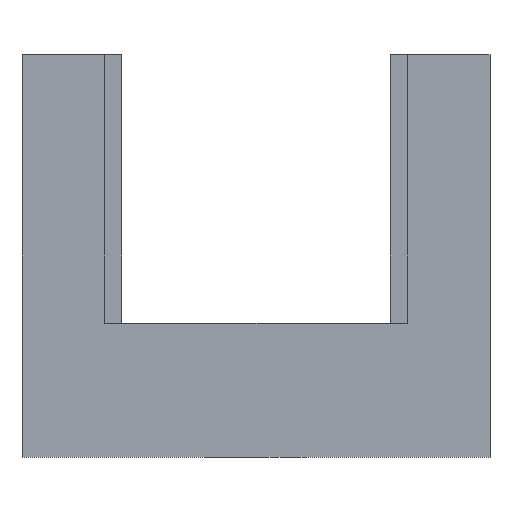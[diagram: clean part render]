
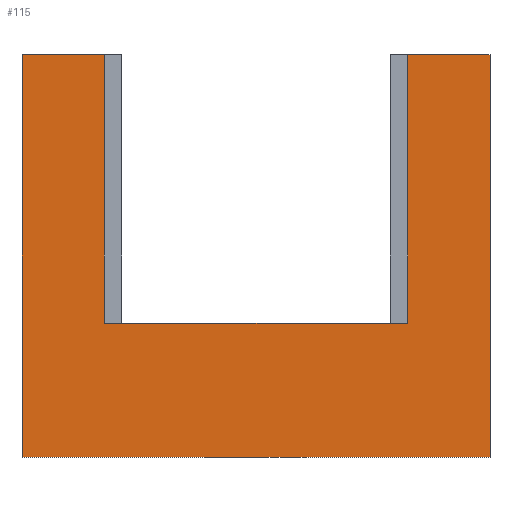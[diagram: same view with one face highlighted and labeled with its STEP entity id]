
A CAD part, front view. The second image highlights one B-rep face of the part: STEP entity #115.
In plain terms, the highlighted planar face has unit normal (0, -1, 0).
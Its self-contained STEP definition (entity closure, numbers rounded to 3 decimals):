
#24 = VERTEX_POINT('',#25);
#25 = CARTESIAN_POINT('',(-13.94,-7.7,0.));
#56 = VERTEX_POINT('',#57);
#57 = CARTESIAN_POINT('',(-13.94,-7.7,24.));
#63 = EDGE_CURVE('',#24,#56,#64,.T.);
#64 = LINE('',#65,#66);
#65 = CARTESIAN_POINT('',(-13.94,-7.7,0.));
#66 = VECTOR('',#67,1.);
#67 = DIRECTION('',(0.,0.,1.));
#78 = EDGE_CURVE('',#24,#79,#81,.T.);
#79 = VERTEX_POINT('',#80);
#80 = CARTESIAN_POINT('',(13.94,-7.7,0.));
#81 = LINE('',#82,#83);
#82 = CARTESIAN_POINT('',(-13.94,-7.7,0.));
#83 = VECTOR('',#84,1.);
#84 = DIRECTION('',(1.,0.,0.));
#115 = ADVANCED_FACE('',(#116),#182,.F.);
#116 = FACE_BOUND('',#117,.F.);
#117 = EDGE_LOOP('',(#118,#119,#120,#128,#136,#144,#152,#160,#168,#176)
  );
#118 = ORIENTED_EDGE('',*,*,#78,.F.);
#119 = ORIENTED_EDGE('',*,*,#63,.T.);
#120 = ORIENTED_EDGE('',*,*,#121,.T.);
#121 = EDGE_CURVE('',#56,#122,#124,.T.);
#122 = VERTEX_POINT('',#123);
#123 = CARTESIAN_POINT('',(-9.04,-7.7,24.));
#124 = LINE('',#125,#126);
#125 = CARTESIAN_POINT('',(-13.94,-7.7,24.));
#126 = VECTOR('',#127,1.);
#127 = DIRECTION('',(1.,0.,0.));
#128 = ORIENTED_EDGE('',*,*,#129,.T.);
#129 = EDGE_CURVE('',#122,#130,#132,.T.);
#130 = VERTEX_POINT('',#131);
#131 = CARTESIAN_POINT('',(-9.04,-7.7,8.));
#132 = LINE('',#133,#134);
#133 = CARTESIAN_POINT('',(-9.04,-7.7,24.));
#134 = VECTOR('',#135,1.);
#135 = DIRECTION('',(-0.,-0.,-1.));
#136 = ORIENTED_EDGE('',*,*,#137,.T.);
#137 = EDGE_CURVE('',#130,#138,#140,.T.);
#138 = VERTEX_POINT('',#139);
#139 = CARTESIAN_POINT('',(-8.,-7.7,8.));
#140 = LINE('',#141,#142);
#141 = CARTESIAN_POINT('',(-9.04,-7.7,8.));
#142 = VECTOR('',#143,1.);
#143 = DIRECTION('',(1.,0.,0.));
#144 = ORIENTED_EDGE('',*,*,#145,.T.);
#145 = EDGE_CURVE('',#138,#146,#148,.T.);
#146 = VERTEX_POINT('',#147);
#147 = CARTESIAN_POINT('',(8.,-7.7,8.));
#148 = LINE('',#149,#150);
#149 = CARTESIAN_POINT('',(-8.,-7.7,8.));
#150 = VECTOR('',#151,1.);
#151 = DIRECTION('',(1.,0.,0.));
#152 = ORIENTED_EDGE('',*,*,#153,.F.);
#153 = EDGE_CURVE('',#154,#146,#156,.T.);
#154 = VERTEX_POINT('',#155);
#155 = CARTESIAN_POINT('',(9.04,-7.7,8.));
#156 = LINE('',#157,#158);
#157 = CARTESIAN_POINT('',(9.04,-7.7,8.));
#158 = VECTOR('',#159,1.);
#159 = DIRECTION('',(-1.,0.,0.));
#160 = ORIENTED_EDGE('',*,*,#161,.F.);
#161 = EDGE_CURVE('',#162,#154,#164,.T.);
#162 = VERTEX_POINT('',#163);
#163 = CARTESIAN_POINT('',(9.04,-7.7,24.));
#164 = LINE('',#165,#166);
#165 = CARTESIAN_POINT('',(9.04,-7.7,24.));
#166 = VECTOR('',#167,1.);
#167 = DIRECTION('',(-0.,-0.,-1.));
#168 = ORIENTED_EDGE('',*,*,#169,.T.);
#169 = EDGE_CURVE('',#162,#170,#172,.T.);
#170 = VERTEX_POINT('',#171);
#171 = CARTESIAN_POINT('',(13.94,-7.7,24.));
#172 = LINE('',#173,#174);
#173 = CARTESIAN_POINT('',(-13.94,-7.7,24.));
#174 = VECTOR('',#175,1.);
#175 = DIRECTION('',(1.,0.,0.));
#176 = ORIENTED_EDGE('',*,*,#177,.F.);
#177 = EDGE_CURVE('',#79,#170,#178,.T.);
#178 = LINE('',#179,#180);
#179 = CARTESIAN_POINT('',(13.94,-7.7,0.));
#180 = VECTOR('',#181,1.);
#181 = DIRECTION('',(0.,0.,1.));
#182 = PLANE('',#183);
#183 = AXIS2_PLACEMENT_3D('',#184,#185,#186);
#184 = CARTESIAN_POINT('',(-13.94,-7.7,0.));
#185 = DIRECTION('',(0.,1.,0.));
#186 = DIRECTION('',(1.,0.,0.));
